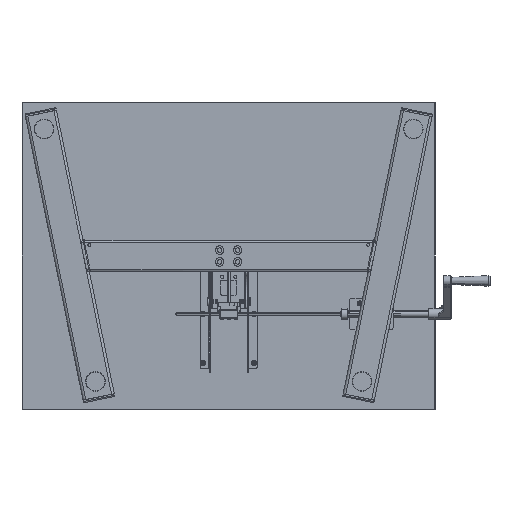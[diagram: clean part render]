
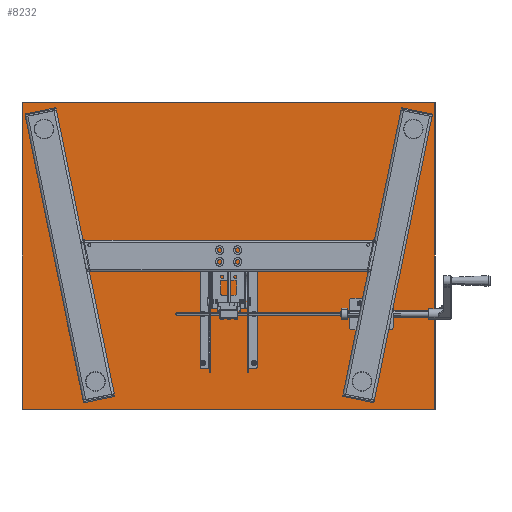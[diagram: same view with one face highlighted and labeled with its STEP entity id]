
A CAD part, front view. The second image highlights one B-rep face of the part: STEP entity #8232.
In plain terms, the highlighted planar face has unit normal (0, -1, 0).
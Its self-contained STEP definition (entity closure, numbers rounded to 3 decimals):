
#320 = CARTESIAN_POINT ( 'NONE',  ( 0., 752.9, 0. ) ) ;
#946 = CARTESIAN_POINT ( 'NONE',  ( 0., 752.9, 289. ) ) ;
#2021 = CARTESIAN_POINT ( 'NONE',  ( -389., 752.9, -289. ) ) ;
#2268 = EDGE_CURVE ( 'NONE', #12653, #20077, #5926, .T. ) ;
#2815 = CARTESIAN_POINT ( 'NONE',  ( 389., 752.9, 289. ) ) ;
#5562 = ORIENTED_EDGE ( 'NONE', *, *, #18803, .T. ) ;
#5698 = VECTOR ( 'NONE', #6123, 1000. ) ;
#5926 = LINE ( 'NONE', #946, #26281 ) ;
#6123 = DIRECTION ( 'NONE',  ( 0., 0., 1. ) ) ;
#6758 = DIRECTION ( 'NONE',  ( 1., 0., 0. ) ) ;
#8071 = DIRECTION ( 'NONE',  ( 0., 1., 0. ) ) ;
#8232 = ADVANCED_FACE ( 'NONE', ( #29762 ), #31670, .F. ) ;
#8740 = DIRECTION ( 'NONE',  ( 0., 0., 1. ) ) ;
#9377 = ORIENTED_EDGE ( 'NONE', *, *, #24453, .T. ) ;
#10645 = DIRECTION ( 'NONE',  ( 0., 0., -1. ) ) ;
#12653 = VERTEX_POINT ( 'NONE', #2815 ) ;
#17018 = LINE ( 'NONE', #22533, #5698 ) ;
#18803 = EDGE_CURVE ( 'NONE', #19896, #28440, #30370, .T. ) ;
#19635 = CARTESIAN_POINT ( 'NONE',  ( -389., 752.9, 289. ) ) ;
#19896 = VERTEX_POINT ( 'NONE', #2021 ) ;
#20077 = VERTEX_POINT ( 'NONE', #19635 ) ;
#20506 = AXIS2_PLACEMENT_3D ( 'NONE', #320, #8071, #8740 ) ;
#21810 = DIRECTION ( 'NONE',  ( -1., 0., 0. ) ) ;
#22533 = CARTESIAN_POINT ( 'NONE',  ( 389., 752.9, 0. ) ) ;
#23567 = EDGE_CURVE ( 'NONE', #20077, #19896, #26352, .T. ) ;
#24453 = EDGE_CURVE ( 'NONE', #28440, #12653, #17018, .T. ) ;
#26281 = VECTOR ( 'NONE', #21810, 1000. ) ;
#26352 = LINE ( 'NONE', #28585, #28462 ) ;
#26431 = ORIENTED_EDGE ( 'NONE', *, *, #23567, .T. ) ;
#27276 = ORIENTED_EDGE ( 'NONE', *, *, #2268, .T. ) ;
#28440 = VERTEX_POINT ( 'NONE', #30454 ) ;
#28462 = VECTOR ( 'NONE', #10645, 1000. ) ;
#28585 = CARTESIAN_POINT ( 'NONE',  ( -389., 752.9, 0. ) ) ;
#29762 = FACE_OUTER_BOUND ( 'NONE', #32253, .T. ) ;
#30044 = CARTESIAN_POINT ( 'NONE',  ( 0., 752.9, -289. ) ) ;
#30370 = LINE ( 'NONE', #30044, #30999 ) ;
#30454 = CARTESIAN_POINT ( 'NONE',  ( 389., 752.9, -289. ) ) ;
#30999 = VECTOR ( 'NONE', #6758, 1000. ) ;
#31670 = PLANE ( 'NONE',  #20506 ) ;
#32253 = EDGE_LOOP ( 'NONE', ( #27276, #26431, #5562, #9377 ) ) ;
